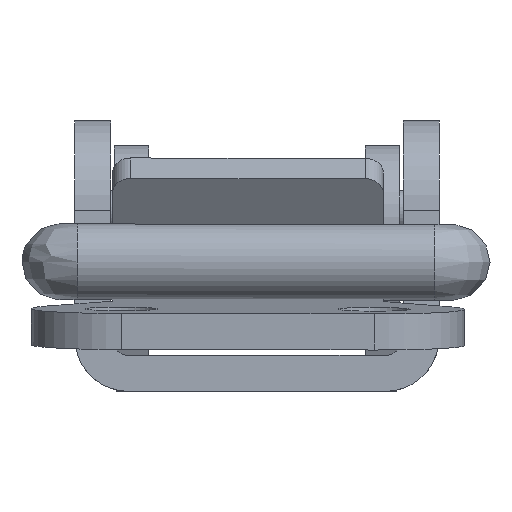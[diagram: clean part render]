
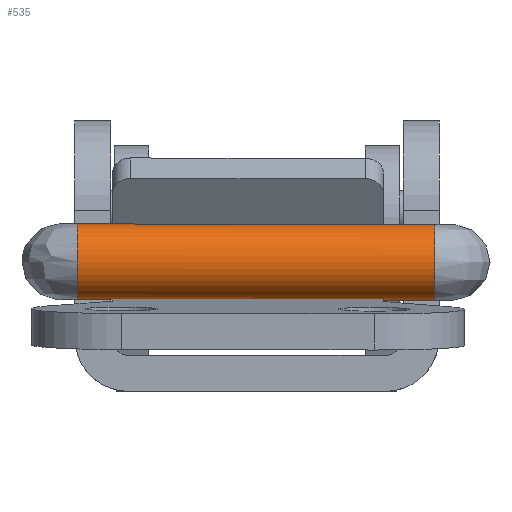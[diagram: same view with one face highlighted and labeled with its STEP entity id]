
A CAD part, left-side view. The second image highlights one B-rep face of the part: STEP entity #535.
In plain terms, the highlighted cylindrical face has radius 2.1 mm (diameter 4.2 mm), a full revolution.
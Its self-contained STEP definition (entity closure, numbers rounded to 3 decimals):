
#535=ADVANCED_FACE('',(#762,#763),#764,.T.);
#762=FACE_OUTER_BOUND('',#1031,.T.);
#763=FACE_OUTER_BOUND('',#1032,.T.);
#764=CYLINDRICAL_SURFACE('',#1033,2.1);
#1031=EDGE_LOOP('',(#1726,#1727));
#1032=EDGE_LOOP('',(#1728,#1729));
#1033=AXIS2_PLACEMENT_3D('',#1730,#1731,#1732);
#1726=ORIENTED_EDGE('',*,*,#2073,.T.);
#1727=ORIENTED_EDGE('',*,*,#2074,.T.);
#1728=ORIENTED_EDGE('',*,*,#2075,.F.);
#1729=ORIENTED_EDGE('',*,*,#2076,.F.);
#1730=CARTESIAN_POINT('',(-44.655,-9.851,5.148));
#1731=DIRECTION('',(0.,1.,0.002));
#1732=DIRECTION('',(-1.,0.,-0.001));
#2073=EDGE_CURVE('',#2389,#2390,#2391,.T.);
#2074=EDGE_CURVE('',#2390,#2389,#2392,.F.);
#2075=EDGE_CURVE('',#2393,#2394,#2395,.T.);
#2076=EDGE_CURVE('',#2394,#2393,#2396,.F.);
#2389=VERTEX_POINT('',#2942);
#2390=VERTEX_POINT('',#2943);
#2391=CIRCLE('',#2944,2.1);
#2392=ELLIPSE('',#2945,4.143,2.1);
#2393=VERTEX_POINT('',#2946);
#2394=VERTEX_POINT('',#2947);
#2395=CIRCLE('',#2948,2.1);
#2396=ELLIPSE('',#2949,4.142,2.1);
#2942=CARTESIAN_POINT('',(-43.653,-9.848,3.302));
#2943=CARTESIAN_POINT('',(-43.656,-9.853,6.995));
#2944=AXIS2_PLACEMENT_3D('',#3355,#3356,#3357);
#2945=AXIS2_PLACEMENT_3D('',#3358,#3359,#3360);
#2946=CARTESIAN_POINT('',(-43.653,9.953,3.332));
#2947=CARTESIAN_POINT('',(-43.656,9.947,7.025));
#2948=AXIS2_PLACEMENT_3D('',#3361,#3362,#3363);
#2949=AXIS2_PLACEMENT_3D('',#3364,#3365,#3366);
#3355=CARTESIAN_POINT('',(-44.655,-9.851,5.148));
#3356=DIRECTION('',(0.,1.,0.002));
#3357=DIRECTION('',(-1.,0.,-0.001));
#3358=CARTESIAN_POINT('',(-44.655,-11.551,5.145));
#3359=DIRECTION('',(0.862,-0.507,0.));
#3360=DIRECTION('',(0.507,0.862,0.002));
#3361=CARTESIAN_POINT('',(-44.655,9.95,5.178));
#3362=DIRECTION('',(0.,1.,0.002));
#3363=DIRECTION('',(-1.,0.,-0.001));
#3364=CARTESIAN_POINT('',(-44.655,11.65,5.181));
#3365=DIRECTION('',(-0.862,-0.507,-0.001));
#3366=DIRECTION('',(0.507,-0.862,-0.001));
